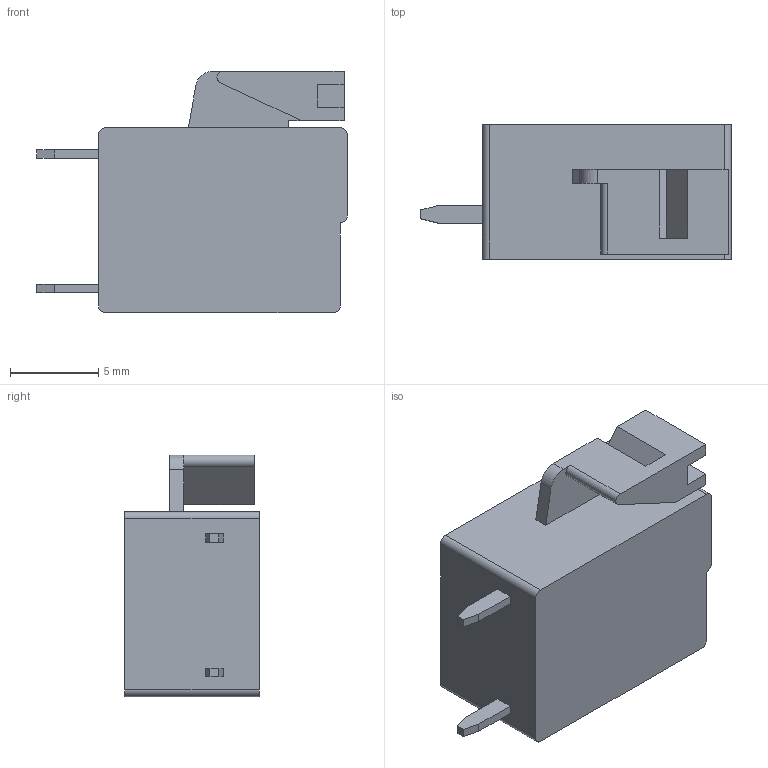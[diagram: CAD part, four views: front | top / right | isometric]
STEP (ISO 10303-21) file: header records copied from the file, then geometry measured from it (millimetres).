
FILE_DESCRIPTION((''),'2;1');
FILE_NAME('DB142-508-1P','2022-04-21T',('86134'),(''),'PRO/ENGINEER BY PARAMETRIC TECHNOLOGY CORPORATION, 2010280','PRO/ENGINEER BY PARAMETRIC TECHNOLOGY CORPORATION, 2010280','');
FILE_SCHEMA(('CONFIG_CONTROL_DESIGN'));
Length unit declared in the file: millimetre
Products named in the file (1): DB142-508-1P
Bounding box: 17.6 x 7.62 x 13.7 mm (x, y, z)
Volume: 1027.8 mm3; surface area: 939.8 mm2
Topology: 1 solids, 1 shells, 68 faces, 181 edges, 121 vertices
Faces by surface type: plane 56, cylinder 10, cone 2
Entity records: 2135 total; most frequent: CARTESIAN_POINT 370, ORIENTED_EDGE 362, DIRECTION 341, EDGE_CURVE 181, VECTOR 157, LINE 157, VERTEX_POINT 121, AXIS2_PLACEMENT_3D 92
